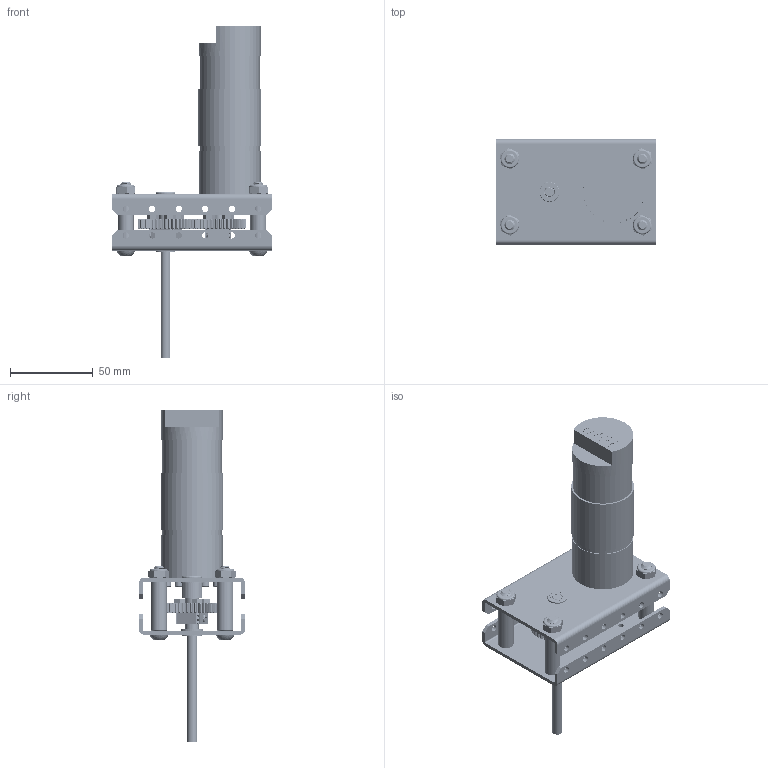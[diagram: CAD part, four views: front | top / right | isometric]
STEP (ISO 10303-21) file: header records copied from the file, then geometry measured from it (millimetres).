
FILE_DESCRIPTION (( 'STEP AP214' ), '1' );
FILE_NAME ('am-3447 PicoBox Uno REV2.STEP', '2018-06-18T14:30:04', ( '' ), ( '' ), 'SwSTEP 2.0', 'SolidWorks 2017', '' );
FILE_SCHEMA (( 'AUTOMOTIVE_DESIGN' ));
Length unit declared in the file: inch
Products named in the file (14): 40T 32DP 20PA With 6mm Bore Nub Gear; PicoBox Uno Plate; 6-32 x 0500 HHCS_93075A148; PicoBox Center Axle spacer; 10-32 x 0.25 Set Screw Cup Point; M3x0.5x6mm SHCS_91290A111; 14-20 NyLock thin - Mcm 90566A029_90566A029; 6mm D-Shaft 100mm; 6mm x 12mm Flanged -Mcm 7804K142_7804K142; am-3215 6mmD Double Boss Nub; 14-20 x 1.625 BHCS_92949A837; am-2964 NeveRest; PicoBox Spacer; am-3447 PicoBox Uno REV2
Assembly tree (39 placements, depth 2):
  am-3447 PicoBox Uno REV2
    PicoBox Uno Plate  x2
    PicoBox Spacer  x4
    14-20 x 1.625 BHCS_92949A837  x4
    14-20 NyLock thin - Mcm 90566A029_90566A029  x4
    6mm x 12mm Flanged -Mcm 7804K142_7804K142  x2
    6mm D-Shaft 100mm
    am-2964 NeveRest
    40T 32DP 20PA With 6mm Bore Nub Gear  x2
    am-3215 6mmD Double Boss Nub  x2
    10-32 x 0.25 Set Screw Cup Point  x2
    6-32 x 0500 HHCS_93075A148  x8
    PicoBox Center Axle spacer
    M3x0.5x6mm SHCS_91290A111  x6
Bounding box: 96 x 64 x 200.29 mm (x, y, z)
Volume: 170307.6 mm3; surface area: 81321.8 mm2
Topology: 81 solids, 81 shells, 3030 faces, 7997 edges, 5166 vertices
Faces by surface type: cylinder 1581, cone 602, plane 581, bspline 174, sphere 56, torus 36
Entity records: 59480 total; most frequent: CARTESIAN_POINT 25439, ORIENTED_EDGE 6258, DIRECTION 5513, EDGE_CURVE 3129, AXIS2_PLACEMENT_3D 2095, VERTEX_POINT 2046, EDGE_LOOP 1329, VECTOR 1323
